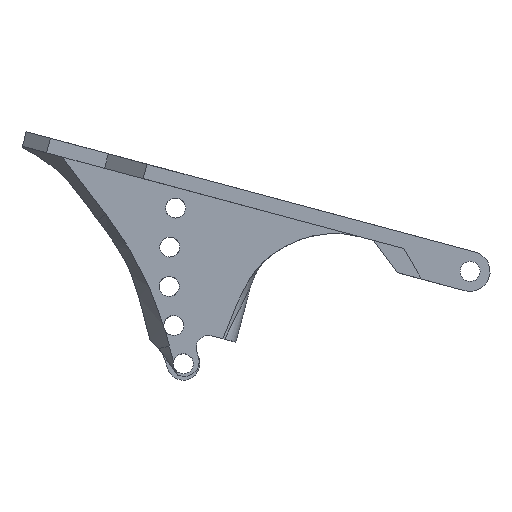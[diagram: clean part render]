
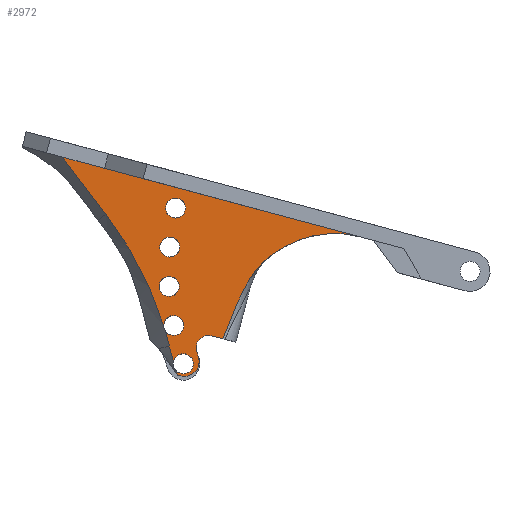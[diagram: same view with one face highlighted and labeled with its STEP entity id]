
A CAD part, left-side view. The second image highlights one B-rep face of the part: STEP entity #2972.
In plain terms, the highlighted planar face has unit normal (-1, 0, 0).
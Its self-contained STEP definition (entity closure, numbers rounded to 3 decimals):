
#62=PLANE('',#3235);
#180=FACE_BOUND('',#1020,.T.);
#181=FACE_BOUND('',#1021,.T.);
#182=FACE_BOUND('',#1022,.T.);
#329=LINE('',#6506,#530);
#344=LINE('',#6732,#545);
#347=LINE('',#6783,#548);
#348=LINE('',#6791,#549);
#349=LINE('',#6806,#550);
#530=VECTOR('',#3793,10.);
#545=VECTOR('',#3850,10.);
#548=VECTOR('',#3877,10.);
#549=VECTOR('',#3884,10.);
#550=VECTOR('',#3885,10.);
#703=CIRCLE('',#3227,72.);
#704=CIRCLE('',#3228,72.);
#705=CIRCLE('',#3230,62.);
#706=CIRCLE('',#3231,62.);
#707=CIRCLE('',#3233,2.);
#708=CIRCLE('',#3234,2.);
#709=CIRCLE('',#3236,2.);
#710=CIRCLE('',#3237,2.);
#711=CIRCLE('',#3238,2.925);
#712=CIRCLE('',#3239,57.);
#713=CIRCLE('',#3240,2.5);
#714=CIRCLE('',#3241,20.);
#715=CIRCLE('',#3242,2.);
#716=CIRCLE('',#3243,2.);
#717=CIRCLE('',#3244,2.);
#842=FACE_OUTER_BOUND('',#1019,.T.);
#1019=EDGE_LOOP('',(#2600,#2601,#2602,#2603,#2604,#2605,#2606,#2607,#2608,
#2609,#2610,#2611,#2612,#2613,#2614,#2615,#2616,#2617));
#1020=EDGE_LOOP('',(#2618));
#1021=EDGE_LOOP('',(#2619));
#1022=EDGE_LOOP('',(#2620));
#1174=B_SPLINE_CURVE_WITH_KNOTS('',3,(#6793,#6794,#6795,#6796,#6797,#6798,
#6799,#6800,#6801,#6802,#6803,#6804),.UNSPECIFIED.,.F.,.F.,(4,2,2,2,2,4),
(0.,0.426,0.876,1.096,1.664,
2.035),.UNSPECIFIED.);
#1417=VERTEX_POINT('',#6503);
#1418=VERTEX_POINT('',#6505);
#1437=VERTEX_POINT('',#6730);
#1438=VERTEX_POINT('',#6734);
#1439=VERTEX_POINT('',#6735);
#1440=VERTEX_POINT('',#6743);
#1441=VERTEX_POINT('',#6747);
#1442=VERTEX_POINT('',#6748);
#1444=VERTEX_POINT('',#6768);
#1445=VERTEX_POINT('',#6774);
#1446=VERTEX_POINT('',#6779);
#1447=VERTEX_POINT('',#6782);
#1448=VERTEX_POINT('',#6784);
#1449=VERTEX_POINT('',#6786);
#1450=VERTEX_POINT('',#6788);
#1451=VERTEX_POINT('',#6790);
#1452=VERTEX_POINT('',#6792);
#1453=VERTEX_POINT('',#6805);
#1454=VERTEX_POINT('',#6808);
#1455=VERTEX_POINT('',#6810);
#1456=VERTEX_POINT('',#6812);
#1811=EDGE_CURVE('',#1417,#1418,#329,.T.);
#1848=EDGE_CURVE('',#1437,#1417,#344,.T.);
#1850=EDGE_CURVE('',#1438,#1437,#703,.T.);
#1852=EDGE_CURVE('',#1440,#1439,#704,.T.);
#1854=EDGE_CURVE('',#1441,#1440,#705,.T.);
#1857=EDGE_CURVE('',#1444,#1442,#706,.T.);
#1858=EDGE_CURVE('',#1445,#1439,#707,.T.);
#1860=EDGE_CURVE('',#1438,#1445,#708,.T.);
#1861=EDGE_CURVE('',#1441,#1446,#709,.T.);
#1862=EDGE_CURVE('',#1446,#1442,#710,.T.);
#1863=EDGE_CURVE('',#1444,#1447,#347,.T.);
#1864=EDGE_CURVE('',#1448,#1447,#711,.T.);
#1865=EDGE_CURVE('',#1448,#1449,#712,.T.);
#1866=EDGE_CURVE('',#1450,#1449,#713,.T.);
#1867=EDGE_CURVE('',#1450,#1451,#348,.T.);
#1868=EDGE_CURVE('',#1452,#1451,#1174,.T.);
#1869=EDGE_CURVE('',#1453,#1452,#349,.T.);
#1870=EDGE_CURVE('',#1418,#1453,#714,.T.);
#1871=EDGE_CURVE('',#1454,#1454,#715,.T.);
#1872=EDGE_CURVE('',#1455,#1455,#716,.T.);
#1873=EDGE_CURVE('',#1456,#1456,#717,.T.);
#2600=ORIENTED_EDGE('',*,*,#1848,.F.);
#2601=ORIENTED_EDGE('',*,*,#1850,.F.);
#2602=ORIENTED_EDGE('',*,*,#1860,.T.);
#2603=ORIENTED_EDGE('',*,*,#1858,.T.);
#2604=ORIENTED_EDGE('',*,*,#1852,.F.);
#2605=ORIENTED_EDGE('',*,*,#1854,.F.);
#2606=ORIENTED_EDGE('',*,*,#1861,.T.);
#2607=ORIENTED_EDGE('',*,*,#1862,.T.);
#2608=ORIENTED_EDGE('',*,*,#1857,.F.);
#2609=ORIENTED_EDGE('',*,*,#1863,.T.);
#2610=ORIENTED_EDGE('',*,*,#1864,.F.);
#2611=ORIENTED_EDGE('',*,*,#1865,.T.);
#2612=ORIENTED_EDGE('',*,*,#1866,.F.);
#2613=ORIENTED_EDGE('',*,*,#1867,.T.);
#2614=ORIENTED_EDGE('',*,*,#1868,.F.);
#2615=ORIENTED_EDGE('',*,*,#1869,.F.);
#2616=ORIENTED_EDGE('',*,*,#1870,.F.);
#2617=ORIENTED_EDGE('',*,*,#1811,.F.);
#2618=ORIENTED_EDGE('',*,*,#1871,.T.);
#2619=ORIENTED_EDGE('',*,*,#1872,.T.);
#2620=ORIENTED_EDGE('',*,*,#1873,.T.);
#2972=ADVANCED_FACE('',(#842,#180,#181,#182),#62,.F.);
#3227=AXIS2_PLACEMENT_3D('',#6742,#3853,#3854);
#3228=AXIS2_PLACEMENT_3D('',#6745,#3856,#3857);
#3230=AXIS2_PLACEMENT_3D('',#6763,#3860,#3861);
#3231=AXIS2_PLACEMENT_3D('',#6772,#3862,#3863);
#3233=AXIS2_PLACEMENT_3D('',#6775,#3866,#3867);
#3234=AXIS2_PLACEMENT_3D('',#6777,#3869,#3870);
#3235=AXIS2_PLACEMENT_3D('',#6778,#3871,#3872);
#3236=AXIS2_PLACEMENT_3D('',#6780,#3873,#3874);
#3237=AXIS2_PLACEMENT_3D('',#6781,#3875,#3876);
#3238=AXIS2_PLACEMENT_3D('',#6785,#3878,#3879);
#3239=AXIS2_PLACEMENT_3D('',#6787,#3880,#3881);
#3240=AXIS2_PLACEMENT_3D('',#6789,#3882,#3883);
#3241=AXIS2_PLACEMENT_3D('',#6807,#3886,#3887);
#3242=AXIS2_PLACEMENT_3D('',#6809,#3888,#3889);
#3243=AXIS2_PLACEMENT_3D('',#6811,#3890,#3891);
#3244=AXIS2_PLACEMENT_3D('',#6813,#3892,#3893);
#3793=DIRECTION('',(0.,-0.966,-0.259));
#3850=DIRECTION('',(0.,0.607,0.795));
#3853=DIRECTION('center_axis',(-1.,0.,0.));
#3854=DIRECTION('ref_axis',(0.,-0.901,0.433));
#3856=DIRECTION('center_axis',(-1.,0.,0.));
#3857=DIRECTION('ref_axis',(0.,-0.901,0.433));
#3860=DIRECTION('center_axis',(1.,0.,0.));
#3861=DIRECTION('ref_axis',(0.,1.,0.));
#3862=DIRECTION('center_axis',(1.,0.,0.));
#3863=DIRECTION('ref_axis',(0.,1.,0.));
#3866=DIRECTION('center_axis',(1.,0.,0.));
#3867=DIRECTION('ref_axis',(0.,1.,0.));
#3869=DIRECTION('center_axis',(1.,0.,0.));
#3870=DIRECTION('ref_axis',(0.,1.,0.));
#3871=DIRECTION('center_axis',(1.,0.,0.));
#3872=DIRECTION('ref_axis',(0.,1.,0.));
#3873=DIRECTION('center_axis',(1.,0.,0.));
#3874=DIRECTION('ref_axis',(0.,1.,0.));
#3875=DIRECTION('center_axis',(1.,0.,0.));
#3876=DIRECTION('ref_axis',(0.,1.,0.));
#3877=DIRECTION('',(0.,-0.987,-0.158));
#3878=DIRECTION('center_axis',(1.,0.,0.));
#3879=DIRECTION('ref_axis',(0.,-0.757,-0.653));
#3880=DIRECTION('center_axis',(1.,0.,0.));
#3881=DIRECTION('ref_axis',(0.,1.,0.));
#3882=DIRECTION('center_axis',(-1.,0.,0.));
#3883=DIRECTION('ref_axis',(0.,0.715,0.699));
#3884=DIRECTION('',(0.,-0.966,-0.259));
#3885=DIRECTION('',(0.,0.866,-0.5));
#3886=DIRECTION('center_axis',(-1.,0.,0.));
#3887=DIRECTION('ref_axis',(0.,0.131,0.991));
#3888=DIRECTION('center_axis',(1.,0.,0.));
#3889=DIRECTION('ref_axis',(0.,1.,0.));
#3890=DIRECTION('center_axis',(1.,0.,0.));
#3891=DIRECTION('ref_axis',(0.,1.,0.));
#3892=DIRECTION('center_axis',(1.,0.,0.));
#3893=DIRECTION('ref_axis',(0.,1.,0.));
#6503=CARTESIAN_POINT('',(-20.,76.125,58.703));
#6505=CARTESIAN_POINT('',(-20.,16.449,42.713));
#6506=CARTESIAN_POINT('',(-20.,32.141,46.917));
#6730=CARTESIAN_POINT('',(-20.,67.39,47.267));
#6732=CARTESIAN_POINT('',(-20.,56.37,32.839));
#6734=CARTESIAN_POINT('',(-20.,55.833,24.868));
#6735=CARTESIAN_POINT('',(-20.,55.558,23.961));
#6742=CARTESIAN_POINT('Origin',(-20.,124.609,3.563));
#6743=CARTESIAN_POINT('',(-20.,54.724,20.889));
#6745=CARTESIAN_POINT('Origin',(-20.,124.609,3.563));
#6747=CARTESIAN_POINT('',(-20.,53.865,17.774));
#6748=CARTESIAN_POINT('',(-20.,53.24,15.833));
#6763=CARTESIAN_POINT('Origin',(-20.,-5.454,35.809));
#6768=CARTESIAN_POINT('',(-20.,52.947,14.992));
#6772=CARTESIAN_POINT('Origin',(-20.,-5.454,35.809));
#6774=CARTESIAN_POINT('',(-20.,51.836,24.977));
#6775=CARTESIAN_POINT('Origin',(-20.,53.836,24.977));
#6777=CARTESIAN_POINT('Origin',(-20.,53.836,24.977));
#6778=CARTESIAN_POINT('Origin',(-20.,52.912,34.466));
#6779=CARTESIAN_POINT('',(-20.,49.915,17.331));
#6780=CARTESIAN_POINT('Origin',(-20.,51.915,17.331));
#6781=CARTESIAN_POINT('Origin',(-20.,51.915,17.331));
#6782=CARTESIAN_POINT('',(-20.,52.147,14.864));
#6783=CARTESIAN_POINT('',(-20.,53.,15.));
#6784=CARTESIAN_POINT('',(-20.,48.897,18.634));
#6785=CARTESIAN_POINT('Origin',(-20.,51.686,17.752));
#6786=CARTESIAN_POINT('',(-20.,49.257,19.818));
#6787=CARTESIAN_POINT('Origin',(-20.,-5.454,35.809));
#6788=CARTESIAN_POINT('',(-20.,46.211,22.934));
#6789=CARTESIAN_POINT('Origin',(-20.,46.858,20.519));
#6790=CARTESIAN_POINT('',(-20.,43.984,22.337));
#6791=CARTESIAN_POINT('',(-20.,53.836,24.977));
#6792=CARTESIAN_POINT('',(-20.,33.26,39.771));
#6793=CARTESIAN_POINT('Ctrl Pts',(-20.,33.26,39.771));
#6794=CARTESIAN_POINT('Ctrl Pts',(-20.,34.488,39.062));
#6795=CARTESIAN_POINT('Ctrl Pts',(-20.,35.578,38.166));
#6796=CARTESIAN_POINT('Ctrl Pts',(-20.,37.563,36.005));
#6797=CARTESIAN_POINT('Ctrl Pts',(-20.,38.401,34.768));
#6798=CARTESIAN_POINT('Ctrl Pts',(-20.,39.505,32.816));
#6799=CARTESIAN_POINT('Ctrl Pts',(-20.,39.847,32.155));
#6800=CARTESIAN_POINT('Ctrl Pts',(-20.,40.999,29.789));
#6801=CARTESIAN_POINT('Ctrl Pts',(-20.,41.826,27.809));
#6802=CARTESIAN_POINT('Ctrl Pts',(-20.,42.947,25.018));
#6803=CARTESIAN_POINT('Ctrl Pts',(-20.,43.488,23.632));
#6804=CARTESIAN_POINT('Ctrl Pts',(-20.,43.984,22.337));
#6805=CARTESIAN_POINT('',(-20.,31.625,40.715));
#6806=CARTESIAN_POINT('',(-20.,24.451,44.857));
#6807=CARTESIAN_POINT('Origin',(-20.,21.625,23.394));
#6808=CARTESIAN_POINT('',(-20.,52.619,40.691));
#6809=CARTESIAN_POINT('Origin',(-20.,54.619,40.691));
#6810=CARTESIAN_POINT('',(-20.,51.468,48.491));
#6811=CARTESIAN_POINT('Origin',(-20.,53.468,48.491));
#6812=CARTESIAN_POINT('',(-20.,52.742,32.809));
#6813=CARTESIAN_POINT('Origin',(-20.,54.742,32.809));
